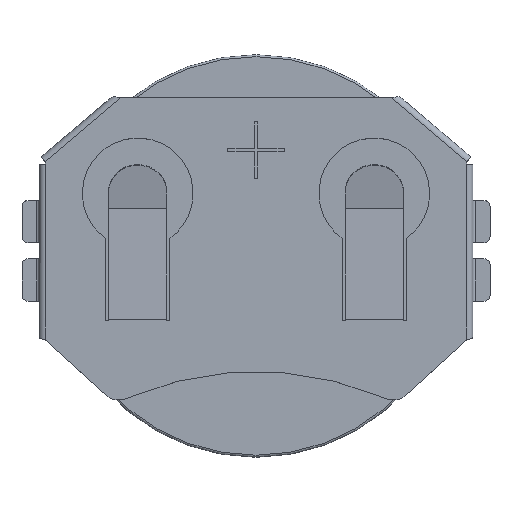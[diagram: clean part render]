
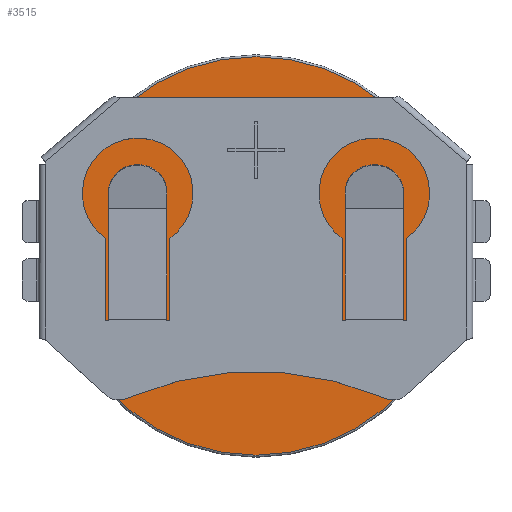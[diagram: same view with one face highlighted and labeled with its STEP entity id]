
A CAD part, top view. The second image highlights one B-rep face of the part: STEP entity #3515.
In plain terms, the highlighted face is planar.
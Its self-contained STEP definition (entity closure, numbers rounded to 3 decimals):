
#166=CIRCLE('',#3847,9.9);
#167=CIRCLE('',#3848,9.9);
#420=FACE_OUTER_BOUND('',#628,.T.);
#628=EDGE_LOOP('',(#3166,#3167));
#1678=VERTEX_POINT('',#6024);
#1679=VERTEX_POINT('',#6025);
#2175=EDGE_CURVE('',#1678,#1679,#166,.T.);
#2176=EDGE_CURVE('',#1679,#1678,#167,.T.);
#3166=ORIENTED_EDGE('',*,*,#2175,.T.);
#3167=ORIENTED_EDGE('',*,*,#2176,.T.);
#3314=PLANE('',#3846);
#3515=ADVANCED_FACE('',(#420),#3314,.T.);
#3846=AXIS2_PLACEMENT_3D('',#6023,#4835,#4836);
#3847=AXIS2_PLACEMENT_3D('',#6026,#4837,#4838);
#3848=AXIS2_PLACEMENT_3D('',#6027,#4839,#4840);
#4835=DIRECTION('center_axis',(0.,-1.,0.));
#4836=DIRECTION('ref_axis',(0.,0.,-1.));
#4837=DIRECTION('center_axis',(0.,-1.,0.));
#4838=DIRECTION('ref_axis',(0.,0.,-1.));
#4839=DIRECTION('center_axis',(0.,-1.,0.));
#4840=DIRECTION('ref_axis',(0.,0.,-1.));
#6023=CARTESIAN_POINT('Origin',(0.,0.,0.));
#6024=CARTESIAN_POINT('',(0.,0.,-9.9));
#6025=CARTESIAN_POINT('',(0.,0.,9.9));
#6026=CARTESIAN_POINT('Origin',(0.,0.,0.));
#6027=CARTESIAN_POINT('Origin',(0.,0.,0.));
